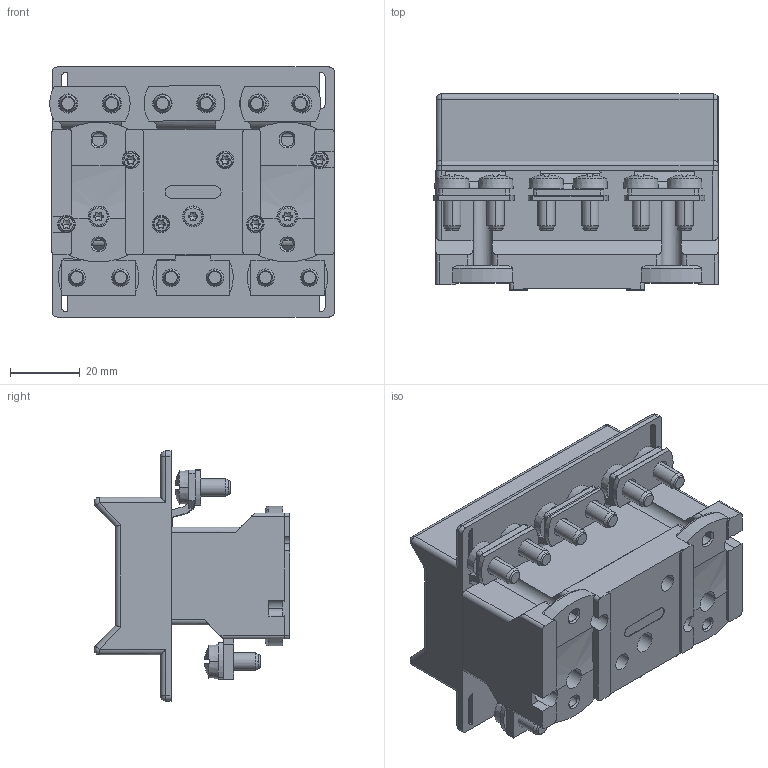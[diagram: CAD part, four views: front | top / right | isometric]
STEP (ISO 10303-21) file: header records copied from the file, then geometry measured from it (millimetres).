
FILE_DESCRIPTION((''),'2;1');
FILE_NAME('002222020_D02_E18_63A_V-K_3P_ASM','2021-05-11T',('marketing.praksa'),('Audax d.o.o.'),'CREO PARAMETRIC BY PTC INC, 2017480','CREO PARAMETRIC BY PTC INC, 2017480','');
FILE_SCHEMA(('AUTOMOTIVE_DESIGN { 1 0 10303 214 1 1 1 1 }'));
Products named in the file (20): E18_NOVJA_1; ASDFDSH_ASM_1_ASM; CLICK-ON_ASM_1; KOVINA_2XM5_1; COPPER_ASM_1_ASM; 0000060159_1_1_1; M5-SCREW_ASM_1_ASM; 0000040683_1_1_1; UN_M5_1; UN-SCR_ASM_1_ASM; 0000059956_1_1_1; 0000059957_1_1_1; PRT0128_1_1_2_1_1; PRT0128_1_1_2_2_1; PRT0128_1_1_2_3_1; PRT0128_1_1_2_ASM_1_ASM; WL-BASE_1_1_1_1; FFFFFFF_ASM_1_ASM; 002251002_PZ_D02_3P_ASM; 002222020_D02_E18_63A_V-K_3P_ASM
Assembly tree (46 placements, depth 5):
  002222020_D02_E18_63A_V-K_3P_ASM
    ASDFDSH_ASM_1_ASM
      E18_NOVJA_1  x3
    CLICK-ON_ASM_1
    COPPER_ASM_1_ASM
      KOVINA_2XM5_1  x3
    M5-SCREW_ASM_1_ASM
      0000060159_1_1_1  x12
    0000040683_1_1_1
    UN-SCR_ASM_1_ASM
      UN_M5_1  x6
    0000059956_1_1_1  x3
    0000059957_1_1_1  x6
    002251002_PZ_D02_3P_ASM
      FFFFFFF_ASM_1_ASM
        PRT0128_1_1_2_ASM_1_ASM
          PRT0128_1_1_2_1_1
          PRT0128_1_1_2_2_1
          PRT0128_1_1_2_3_1
        WL-BASE_1_1_1_1
Bounding box: 81.4 x 56 x 71.5 mm (x, y, z)
Volume: 117029.6 mm3; surface area: 66515.3 mm2
Topology: 38 solids, 52 shells, 1702 faces, 4847 edges, 3215 vertices
Faces by surface type: plane 870, cylinder 528, cone 208, torus 64, sphere 32
Entity records: 34264 total; most frequent: CARTESIAN_POINT 5612, DIRECTION 4383, ORIENTED_EDGE 4228, EDGE_CURVE 2117, AXIS2_PLACEMENT_3D 1581, PRESENTATION_STYLE_ASSIGNMENT 1455, VERTEX_POINT 1409, STYLED_ITEM 1275
